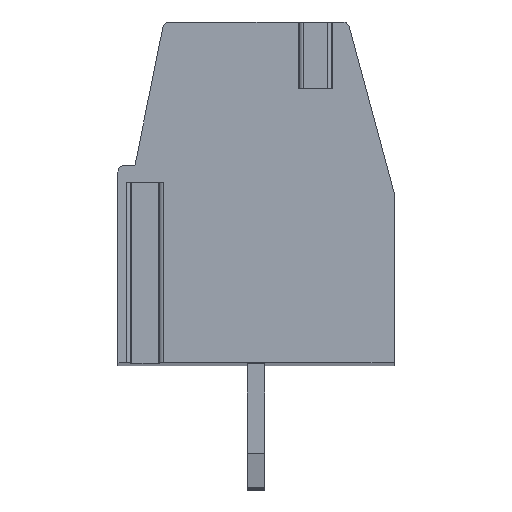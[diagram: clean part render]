
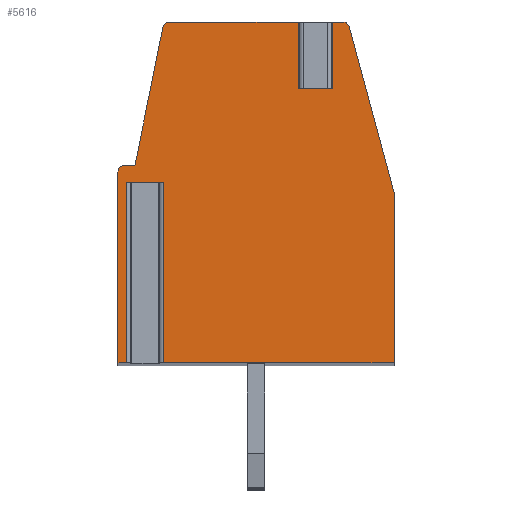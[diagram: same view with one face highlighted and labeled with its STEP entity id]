
A CAD part, top view. The second image highlights one B-rep face of the part: STEP entity #5616.
In plain terms, the highlighted planar face has unit normal (0, 0, 1).
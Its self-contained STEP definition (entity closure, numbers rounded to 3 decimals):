
#13=DIRECTION('',(-1.,0.,0.));
#14=VECTOR('',#13,1.07);
#15=CARTESIAN_POINT('',(-2.72,0.3,43.18));
#16=LINE('',#15,#14);
#17=DIRECTION('',(0.,-1.,0.));
#18=VECTOR('',#17,5.3);
#19=CARTESIAN_POINT('',(-3.79,0.3,43.18));
#20=LINE('',#19,#18);
#21=DIRECTION('',(1.,0.,0.));
#22=VECTOR('',#21,0.26);
#23=CARTESIAN_POINT('',(-4.05,-5.,43.18));
#24=LINE('',#23,#22);
#25=DIRECTION('',(0.,-1.,0.));
#26=VECTOR('',#25,5.6);
#27=CARTESIAN_POINT('',(-4.05,0.6,43.18));
#28=LINE('',#27,#26);
#29=CARTESIAN_POINT('',(-3.85,0.6,43.18));
#30=DIRECTION('',(0.,0.,1.));
#31=DIRECTION('',(0.,1.,0.));
#32=AXIS2_PLACEMENT_3D('',#29,#30,#31);
#34=DIRECTION('',(-1.,0.,0.));
#35=VECTOR('',#34,0.3);
#36=CARTESIAN_POINT('',(-3.55,0.8,43.18));
#37=LINE('',#36,#35);
#38=DIRECTION('',(-0.198,-0.98,0.));
#39=VECTOR('',#38,4.122);
#40=CARTESIAN_POINT('',(-2.732,4.84,43.18));
#41=LINE('',#40,#39);
#42=CARTESIAN_POINT('',(-2.536,4.8,43.18));
#43=DIRECTION('',(0.,0.,1.));
#44=DIRECTION('',(0.,1.,0.));
#45=AXIS2_PLACEMENT_3D('',#42,#43,#44);
#47=DIRECTION('',(-1.,0.,0.));
#48=VECTOR('',#47,3.981);
#49=CARTESIAN_POINT('',(1.445,5.,43.18));
#50=LINE('',#49,#48);
#51=DIRECTION('',(0.,-1.,0.));
#52=VECTOR('',#51,1.95);
#53=CARTESIAN_POINT('',(1.445,5.,43.18));
#54=LINE('',#53,#52);
#55=DIRECTION('',(-1.,0.,0.));
#56=VECTOR('',#55,0.6);
#57=CARTESIAN_POINT('',(2.045,3.05,43.18));
#58=LINE('',#57,#56);
#59=DIRECTION('',(0.,-1.,0.));
#60=VECTOR('',#59,1.95);
#61=CARTESIAN_POINT('',(2.045,5.,43.18));
#62=LINE('',#61,#60);
#63=DIRECTION('',(-1.,0.,0.));
#64=VECTOR('',#63,0.502);
#65=CARTESIAN_POINT('',(2.547,5.,43.18));
#66=LINE('',#65,#64);
#67=CARTESIAN_POINT('',(2.547,4.8,43.18));
#68=DIRECTION('',(0.,0.,1.));
#69=DIRECTION('',(0.965,0.261,0.));
#70=AXIS2_PLACEMENT_3D('',#67,#68,#69);
#72=DIRECTION('',(-0.261,0.965,0.));
#73=VECTOR('',#72,5.026);
#74=CARTESIAN_POINT('',(4.05,0.,43.18));
#75=LINE('',#74,#73);
#76=DIRECTION('',(0.,1.,0.));
#77=VECTOR('',#76,5.);
#78=CARTESIAN_POINT('',(4.05,-5.,43.18));
#79=LINE('',#78,#77);
#80=DIRECTION('',(1.,0.,0.));
#81=VECTOR('',#80,6.77);
#82=CARTESIAN_POINT('',(-2.72,-5.,43.18));
#83=LINE('',#82,#81);
#84=DIRECTION('',(0.,-1.,0.));
#85=VECTOR('',#84,5.3);
#86=CARTESIAN_POINT('',(-2.72,0.3,43.18));
#87=LINE('',#86,#85);
#4373=CARTESIAN_POINT('',(4.05,0.,43.18));
#4374=CARTESIAN_POINT('',(2.74,4.852,43.18));
#4375=VERTEX_POINT('',#4373);
#4376=VERTEX_POINT('',#4374);
#4377=CARTESIAN_POINT('',(2.547,5.,43.18));
#4378=VERTEX_POINT('',#4377);
#4379=CARTESIAN_POINT('',(-2.536,5.,43.18));
#4380=CARTESIAN_POINT('',(-2.732,4.84,43.18));
#4381=VERTEX_POINT('',#4379);
#4382=VERTEX_POINT('',#4380);
#4383=CARTESIAN_POINT('',(-3.55,0.8,43.18));
#4384=VERTEX_POINT('',#4383);
#4385=CARTESIAN_POINT('',(-3.85,0.8,43.18));
#4386=VERTEX_POINT('',#4385);
#4387=CARTESIAN_POINT('',(-4.05,0.6,43.18));
#4388=VERTEX_POINT('',#4387);
#4389=CARTESIAN_POINT('',(-4.05,-5.,43.18));
#4390=VERTEX_POINT('',#4389);
#4391=CARTESIAN_POINT('',(4.05,-5.,43.18));
#4392=VERTEX_POINT('',#4391);
#4453=CARTESIAN_POINT('',(2.045,3.05,43.18));
#4454=CARTESIAN_POINT('',(1.445,3.05,43.18));
#4455=VERTEX_POINT('',#4453);
#4456=VERTEX_POINT('',#4454);
#4457=CARTESIAN_POINT('',(1.445,5.,43.18));
#4458=VERTEX_POINT('',#4457);
#4459=CARTESIAN_POINT('',(2.045,5.,43.18));
#4460=VERTEX_POINT('',#4459);
#4473=CARTESIAN_POINT('',(-2.72,0.3,43.18));
#4474=CARTESIAN_POINT('',(-3.79,0.3,43.18));
#4475=VERTEX_POINT('',#4473);
#4476=VERTEX_POINT('',#4474);
#4477=CARTESIAN_POINT('',(-2.72,-5.,43.18));
#4478=VERTEX_POINT('',#4477);
#4479=CARTESIAN_POINT('',(-3.79,-5.,43.18));
#4480=VERTEX_POINT('',#4479);
#5573=CARTESIAN_POINT('',(0.,0.,43.18));
#5574=DIRECTION('',(0.,0.,1.));
#5575=DIRECTION('',(1.,0.,0.));
#5576=AXIS2_PLACEMENT_3D('',#5573,#5574,#5575);
#5577=PLANE('',#5576);
#5579=ORIENTED_EDGE('',*,*,#5578,.T.);
#5581=ORIENTED_EDGE('',*,*,#5580,.T.);
#5583=ORIENTED_EDGE('',*,*,#5582,.F.);
#5585=ORIENTED_EDGE('',*,*,#5584,.F.);
#5587=ORIENTED_EDGE('',*,*,#5586,.F.);
#5589=ORIENTED_EDGE('',*,*,#5588,.F.);
#5591=ORIENTED_EDGE('',*,*,#5590,.F.);
#5593=ORIENTED_EDGE('',*,*,#5592,.F.);
#5595=ORIENTED_EDGE('',*,*,#5594,.F.);
#5597=ORIENTED_EDGE('',*,*,#5596,.T.);
#5599=ORIENTED_EDGE('',*,*,#5598,.F.);
#5601=ORIENTED_EDGE('',*,*,#5600,.F.);
#5603=ORIENTED_EDGE('',*,*,#5602,.F.);
#5605=ORIENTED_EDGE('',*,*,#5604,.F.);
#5607=ORIENTED_EDGE('',*,*,#5606,.F.);
#5609=ORIENTED_EDGE('',*,*,#5608,.F.);
#5611=ORIENTED_EDGE('',*,*,#5610,.F.);
#5613=ORIENTED_EDGE('',*,*,#5612,.F.);
#5614=EDGE_LOOP('',(#5579,#5581,#5583,#5585,#5587,#5589,#5591,#5593,#5595,#5597,
#5599,#5601,#5603,#5605,#5607,#5609,#5611,#5613));
#5615=FACE_OUTER_BOUND('',#5614,.F.);
#33=CIRCLE('',#32,0.2);
#46=CIRCLE('',#45,0.2);
#71=CIRCLE('',#70,0.2);
#5578=EDGE_CURVE('',#4475,#4476,#16,.T.);
#5580=EDGE_CURVE('',#4476,#4480,#20,.T.);
#5582=EDGE_CURVE('',#4390,#4480,#24,.T.);
#5584=EDGE_CURVE('',#4388,#4390,#28,.T.);
#5586=EDGE_CURVE('',#4386,#4388,#33,.T.);
#5588=EDGE_CURVE('',#4384,#4386,#37,.T.);
#5590=EDGE_CURVE('',#4382,#4384,#41,.T.);
#5592=EDGE_CURVE('',#4381,#4382,#46,.T.);
#5594=EDGE_CURVE('',#4458,#4381,#50,.T.);
#5596=EDGE_CURVE('',#4458,#4456,#54,.T.);
#5598=EDGE_CURVE('',#4455,#4456,#58,.T.);
#5600=EDGE_CURVE('',#4460,#4455,#62,.T.);
#5602=EDGE_CURVE('',#4378,#4460,#66,.T.);
#5604=EDGE_CURVE('',#4376,#4378,#71,.T.);
#5606=EDGE_CURVE('',#4375,#4376,#75,.T.);
#5608=EDGE_CURVE('',#4392,#4375,#79,.T.);
#5610=EDGE_CURVE('',#4478,#4392,#83,.T.);
#5612=EDGE_CURVE('',#4475,#4478,#87,.T.);
#5616=ADVANCED_FACE('',(#5615),#5577,.T.);
